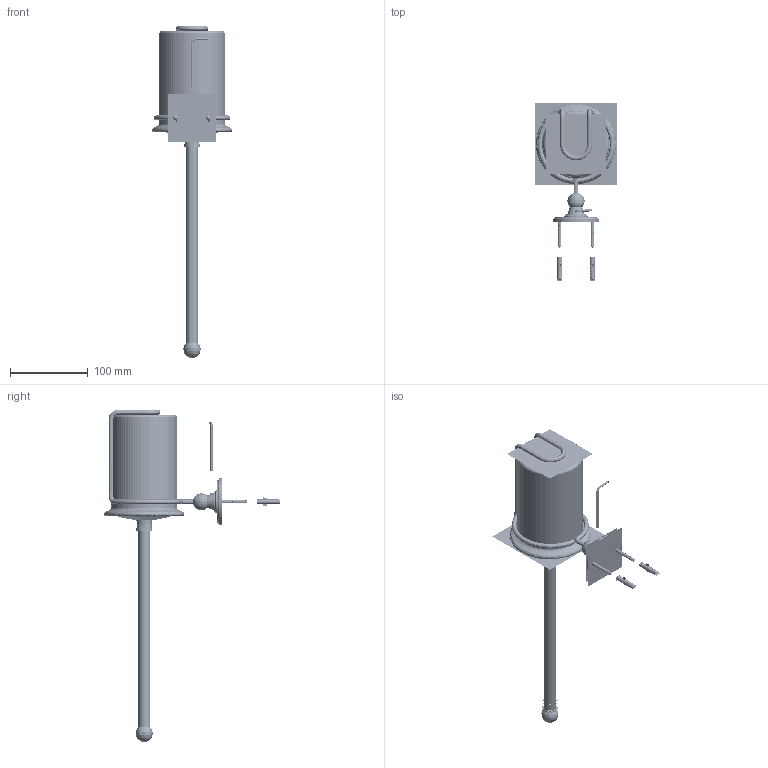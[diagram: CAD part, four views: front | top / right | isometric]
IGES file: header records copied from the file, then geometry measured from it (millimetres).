
Start section:  PTC IGES file: 2004130.igs
Global section: file name: 2004130.igs; native system: Pro/ENGINEER by Parametric Technology Corporation; preprocessor: 2008230; author: Administrator; organization: Unknown; date: 20140606.104631; units: millimetre
Bounding box: 104.81 x 227.8 x 426.77 mm (x, y, z)
Volume: 137086.1 mm3; surface area: 3893322.1 mm2
Topology: 20 solids, 26 shells, 8150 faces, 40432 edges, 52538 vertices
Faces by surface type: revolution 6262, bspline 1888
